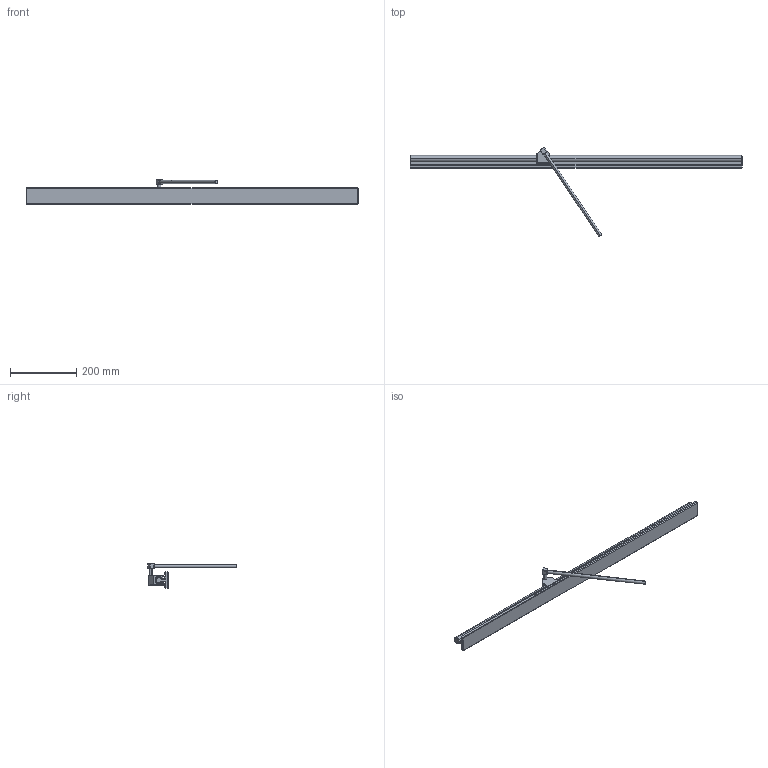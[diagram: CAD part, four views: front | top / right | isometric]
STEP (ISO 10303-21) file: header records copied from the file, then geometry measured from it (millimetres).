
FILE_DESCRIPTION (( 'STEP AP203' ), '1' );
FILE_NAME ('pendulum.STEP', '2019-01-29T02:45:14', ( '' ), ( '' ), 'SwSTEP 2.0', 'SolidWorks 2016', '' );
FILE_SCHEMA (( 'CONFIG_CONTROL_DESIGN' ));
Length unit declared in the file: millimetre
Products named in the file (4): car_默认è_; pendulum; rail_默认è_; arm_默认è_
Assembly tree (3 placements, depth 2):
  pendulum
    rail_默认è_
    car_默认è_
    arm_默认è_
Bounding box: 1000 x 267.95 x 75 mm (x, y, z)
Volume: 961730.7 mm3; surface area: 202207.8 mm2
Topology: 3 solids, 3 shells, 136 faces, 298 edges, 146 vertices
Faces by surface type: cylinder 65, sphere 28, plane 27, torus 16
Entity records: 3956 total; most frequent: DIRECTION 686, CARTESIAN_POINT 670, ORIENTED_EDGE 548, AXIS2_PLACEMENT_3D 282, EDGE_CURVE 274, VERTEX_POINT 146, EDGE_LOOP 140, CIRCLE 140
